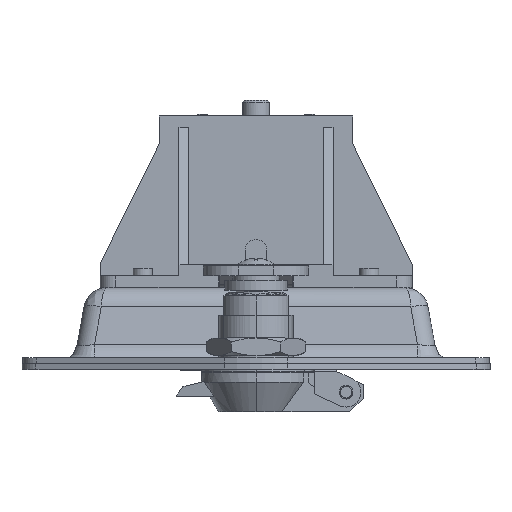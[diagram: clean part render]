
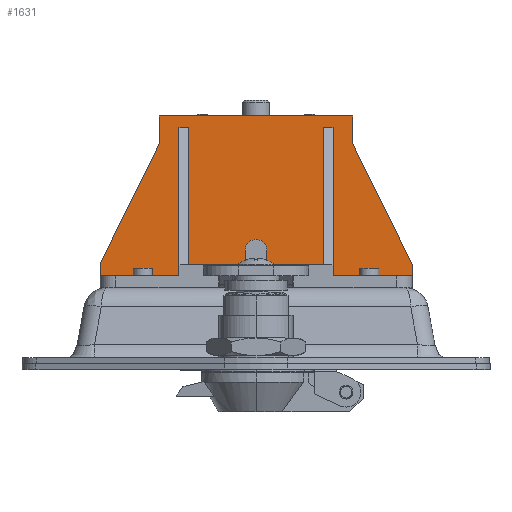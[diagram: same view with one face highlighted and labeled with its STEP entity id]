
A CAD part, top view. The second image highlights one B-rep face of the part: STEP entity #1631.
In plain terms, the highlighted planar face has unit normal (0, 0, 1).
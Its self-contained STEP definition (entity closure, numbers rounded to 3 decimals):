
#1018=PLANE('',#15205);
#1631=ADVANCED_FACE('',(#2464),#1018,.T.);
#2464=FACE_OUTER_BOUND('',#3336,.T.);
#3336=EDGE_LOOP('',(#5511,#5512,#5513,#5514,#5515,#5516,#5517,#5518,#5519,
#5520,#5521,#5522,#5523,#5524,#5525,#5526));
#5511=ORIENTED_EDGE('',*,*,#8976,.F.);
#5512=ORIENTED_EDGE('',*,*,#8917,.T.);
#5513=ORIENTED_EDGE('',*,*,#8977,.T.);
#5514=ORIENTED_EDGE('',*,*,#8988,.F.);
#5515=ORIENTED_EDGE('',*,*,#8989,.F.);
#5516=ORIENTED_EDGE('',*,*,#8990,.F.);
#5517=ORIENTED_EDGE('',*,*,#8981,.F.);
#5518=ORIENTED_EDGE('',*,*,#8932,.F.);
#5519=ORIENTED_EDGE('',*,*,#8914,.F.);
#5520=ORIENTED_EDGE('',*,*,#8948,.F.);
#5521=ORIENTED_EDGE('',*,*,#8959,.F.);
#5522=ORIENTED_EDGE('',*,*,#8991,.F.);
#5523=ORIENTED_EDGE('',*,*,#8992,.F.);
#5524=ORIENTED_EDGE('',*,*,#8970,.T.);
#5525=ORIENTED_EDGE('',*,*,#8971,.T.);
#5526=ORIENTED_EDGE('',*,*,#8918,.T.);
#8914=EDGE_CURVE('',#13584,#13585,#10751,.T.);
#8917=EDGE_CURVE('',#13590,#13591,#10754,.T.);
#8918=EDGE_CURVE('',#13592,#13593,#10755,.T.);
#8932=EDGE_CURVE('',#13585,#13604,#10767,.T.);
#8948=EDGE_CURVE('',#13612,#13584,#10781,.T.);
#8959=EDGE_CURVE('',#13621,#13612,#10792,.T.);
#8970=EDGE_CURVE('',#13627,#13629,#10803,.T.);
#8971=EDGE_CURVE('',#13629,#13592,#10804,.T.);
#8976=EDGE_CURVE('',#13590,#13593,#10809,.T.);
#8977=EDGE_CURVE('',#13591,#13630,#10810,.T.);
#8981=EDGE_CURVE('',#13604,#13632,#10814,.T.);
#8988=EDGE_CURVE('',#13637,#13630,#10821,.T.);
#8989=EDGE_CURVE('',#13638,#13637,#10822,.T.);
#8990=EDGE_CURVE('',#13632,#13638,#10823,.T.);
#8991=EDGE_CURVE('',#13639,#13621,#10824,.T.);
#8992=EDGE_CURVE('',#13627,#13639,#10825,.T.);
#10751=B_SPLINE_CURVE_WITH_KNOTS('',1,(#23312,#23313),.UNSPECIFIED.,.F.,
 .F.,(2,2),(0.,49.5),.UNSPECIFIED.);
#10754=B_SPLINE_CURVE_WITH_KNOTS('',1,(#23318,#23319),.UNSPECIFIED.,.F.,
 .F.,(2,2),(-35.2,0.),.UNSPECIFIED.);
#10755=B_SPLINE_CURVE_WITH_KNOTS('',1,(#23320,#23321),.UNSPECIFIED.,.F.,
 .F.,(2,2),(-35.2,0.),.UNSPECIFIED.);
#10767=B_SPLINE_CURVE_WITH_KNOTS('',1,(#23350,#23351),.UNSPECIFIED.,.F.,
 .F.,(2,2),(0.,7.),.UNSPECIFIED.);
#10781=B_SPLINE_CURVE_WITH_KNOTS('',1,(#23384,#23385),.UNSPECIFIED.,.F.,
 .F.,(2,2),(0.,7.),.UNSPECIFIED.);
#10792=B_SPLINE_CURVE_WITH_KNOTS('',1,(#23406,#23407),.UNSPECIFIED.,.F.,
 .F.,(2,2),(0.,34.548),.UNSPECIFIED.);
#10803=B_SPLINE_CURVE_WITH_KNOTS('',1,(#23428,#23429),.UNSPECIFIED.,.F.,
 .F.,(2,2),(-38.,0.),.UNSPECIFIED.);
#10804=B_SPLINE_CURVE_WITH_KNOTS('',1,(#23430,#23431),.UNSPECIFIED.,.F.,
 .F.,(2,2),(-2.5,0.),.UNSPECIFIED.);
#10809=B_SPLINE_CURVE_WITH_KNOTS('',1,(#23440,#23441),.UNSPECIFIED.,.F.,
 .F.,(2,2),(0.,34.5),.UNSPECIFIED.);
#10810=B_SPLINE_CURVE_WITH_KNOTS('',1,(#23442,#23443),.UNSPECIFIED.,.F.,
 .F.,(2,2),(-2.5,0.),.UNSPECIFIED.);
#10814=B_SPLINE_CURVE_WITH_KNOTS('',1,(#23450,#23451),.UNSPECIFIED.,.F.,
 .F.,(2,2),(0.,34.548),.UNSPECIFIED.);
#10821=B_SPLINE_CURVE_WITH_KNOTS('',1,(#23464,#23465),.UNSPECIFIED.,.F.,
 .F.,(2,2),(-38.,0.),.UNSPECIFIED.);
#10822=B_SPLINE_CURVE_WITH_KNOTS('',1,(#23466,#23467),.UNSPECIFIED.,.F.,
 .F.,(2,2),(-20.25,0.),.UNSPECIFIED.);
#10823=B_SPLINE_CURVE_WITH_KNOTS('',1,(#23468,#23469),.UNSPECIFIED.,.F.,
 .F.,(2,2),(-3.,0.),.UNSPECIFIED.);
#10824=B_SPLINE_CURVE_WITH_KNOTS('',1,(#23470,#23471),.UNSPECIFIED.,.F.,
 .F.,(2,2),(-3.,0.),.UNSPECIFIED.);
#10825=B_SPLINE_CURVE_WITH_KNOTS('',1,(#23472,#23473),.UNSPECIFIED.,.F.,
 .F.,(2,2),(-20.25,0.),.UNSPECIFIED.);
#13584=VERTEX_POINT('',#20302);
#13585=VERTEX_POINT('',#20303);
#13590=VERTEX_POINT('',#20308);
#13591=VERTEX_POINT('',#20309);
#13592=VERTEX_POINT('',#20310);
#13593=VERTEX_POINT('',#20311);
#13604=VERTEX_POINT('',#20322);
#13612=VERTEX_POINT('',#20330);
#13621=VERTEX_POINT('',#20339);
#13627=VERTEX_POINT('',#20345);
#13629=VERTEX_POINT('',#20347);
#13630=VERTEX_POINT('',#20348);
#13632=VERTEX_POINT('',#20350);
#13637=VERTEX_POINT('',#20355);
#13638=VERTEX_POINT('',#20356);
#13639=VERTEX_POINT('',#20357);
#15205=AXIS2_PLACEMENT_3D('',#19799,#16672,$);
#16672=DIRECTION('',(0.,0.,1.));
#19799=CARTESIAN_POINT('',(108.,69.1,-55.3));
#20302=CARTESIAN_POINT('',(35.25,65.,-55.3));
#20303=CARTESIAN_POINT('',(84.75,65.,-55.3));
#20308=CARTESIAN_POINT('',(77.25,26.8,-55.3));
#20309=CARTESIAN_POINT('',(77.25,62.,-55.3));
#20310=CARTESIAN_POINT('',(42.75,62.,-55.3));
#20311=CARTESIAN_POINT('',(42.75,26.8,-55.3));
#20322=CARTESIAN_POINT('',(84.75,58.,-55.3));
#20330=CARTESIAN_POINT('',(35.25,58.,-55.3));
#20339=CARTESIAN_POINT('',(20.,27.,-55.3));
#20345=CARTESIAN_POINT('',(40.25,24.,-55.3));
#20347=CARTESIAN_POINT('',(40.25,62.,-55.3));
#20348=CARTESIAN_POINT('',(79.75,62.,-55.3));
#20350=CARTESIAN_POINT('',(100.,27.,-55.3));
#20355=CARTESIAN_POINT('',(79.75,24.,-55.3));
#20356=CARTESIAN_POINT('',(100.,24.,-55.3));
#20357=CARTESIAN_POINT('',(20.,24.,-55.3));
#23312=CARTESIAN_POINT('',(35.25,65.,-55.3));
#23313=CARTESIAN_POINT('',(84.75,65.,-55.3));
#23318=CARTESIAN_POINT('',(77.25,26.8,-55.3));
#23319=CARTESIAN_POINT('',(77.25,62.,-55.3));
#23320=CARTESIAN_POINT('',(42.75,62.,-55.3));
#23321=CARTESIAN_POINT('',(42.75,26.8,-55.3));
#23350=CARTESIAN_POINT('',(84.75,65.,-55.3));
#23351=CARTESIAN_POINT('',(84.75,58.,-55.3));
#23384=CARTESIAN_POINT('',(35.25,58.,-55.3));
#23385=CARTESIAN_POINT('',(35.25,65.,-55.3));
#23406=CARTESIAN_POINT('',(20.,27.,-55.3));
#23407=CARTESIAN_POINT('',(35.25,58.,-55.3));
#23428=CARTESIAN_POINT('',(40.25,24.,-55.3));
#23429=CARTESIAN_POINT('',(40.25,62.,-55.3));
#23430=CARTESIAN_POINT('',(40.25,62.,-55.3));
#23431=CARTESIAN_POINT('',(42.75,62.,-55.3));
#23440=CARTESIAN_POINT('',(77.25,26.8,-55.3));
#23441=CARTESIAN_POINT('',(42.75,26.8,-55.3));
#23442=CARTESIAN_POINT('',(77.25,62.,-55.3));
#23443=CARTESIAN_POINT('',(79.75,62.,-55.3));
#23450=CARTESIAN_POINT('',(84.75,58.,-55.3));
#23451=CARTESIAN_POINT('',(100.,27.,-55.3));
#23464=CARTESIAN_POINT('',(79.75,24.,-55.3));
#23465=CARTESIAN_POINT('',(79.75,62.,-55.3));
#23466=CARTESIAN_POINT('',(100.,24.,-55.3));
#23467=CARTESIAN_POINT('',(79.75,24.,-55.3));
#23468=CARTESIAN_POINT('',(100.,27.,-55.3));
#23469=CARTESIAN_POINT('',(100.,24.,-55.3));
#23470=CARTESIAN_POINT('',(20.,24.,-55.3));
#23471=CARTESIAN_POINT('',(20.,27.,-55.3));
#23472=CARTESIAN_POINT('',(40.25,24.,-55.3));
#23473=CARTESIAN_POINT('',(20.,24.,-55.3));
